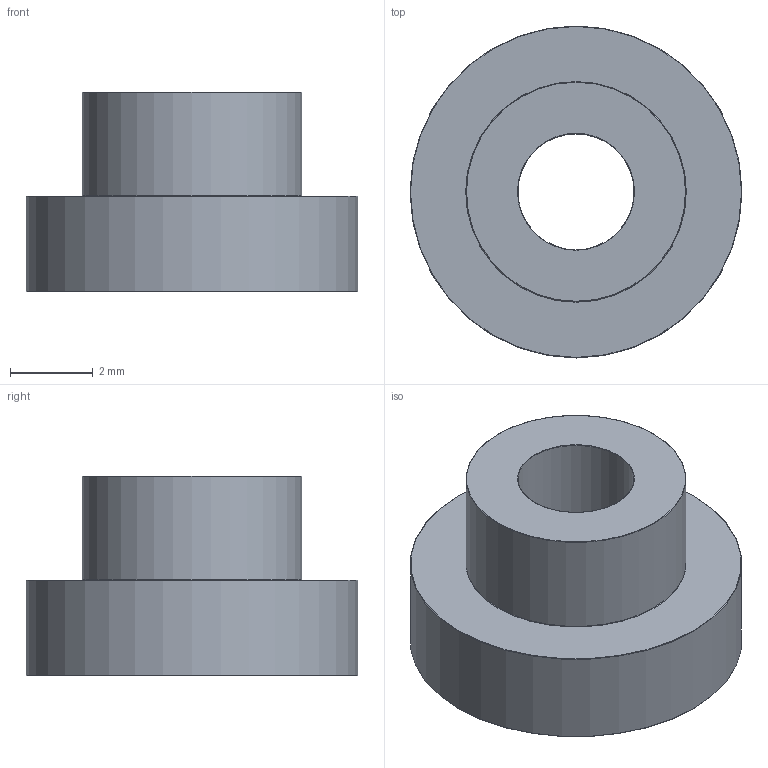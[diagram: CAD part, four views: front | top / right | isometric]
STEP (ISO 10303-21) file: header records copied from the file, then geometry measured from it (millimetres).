
FILE_DESCRIPTION(/* description */ (''),/* implementation_level */ '2;1');
FILE_NAME(/* name */ 'A-CSB2.5M.stp',/* time_stamp */ '2018-09-21T16:00:49+01:00',/* author */ ('paul'),/* organization */ (''),/* preprocessor_version */ 'ST-DEVELOPER v17.2',/* originating_system */ 'Autodesk Inventor 2019',/* authorisation */ '');
FILE_SCHEMA (('AUTOMOTIVE_DESIGN { 1 0 10303 214 3 1 1 }'));
Length unit declared in the file: millimetre
Products named in the file (1): A-CSB2.5M
Bounding box: 8 x 8 x 4.8 mm (x, y, z)
Volume: 141.2 mm3; surface area: 229.4 mm2
Topology: 1 solids, 1 shells, 12 faces, 27 edges, 18 vertices
Faces by surface type: torus 6, cylinder 3, plane 3
Full cylindrical faces by diameter (mm): 2.8 x1, 5.3 x1, 8 x1
Entity records: 400 total; most frequent: DIRECTION 77, CARTESIAN_POINT 58, ORIENTED_EDGE 54, AXIS2_PLACEMENT_3D 37, EDGE_CURVE 27, CIRCLE 24, VERTEX_POINT 18, EDGE_LOOP 15
